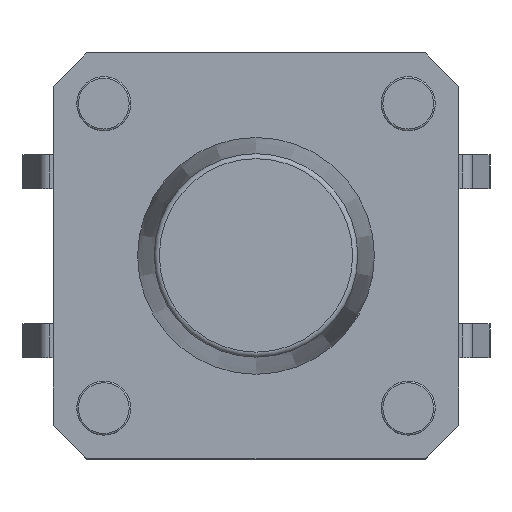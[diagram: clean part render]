
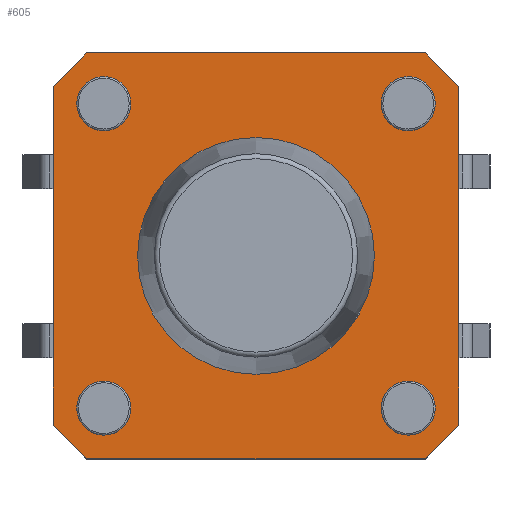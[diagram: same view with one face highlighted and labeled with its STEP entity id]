
A CAD part, top view. The second image highlights one B-rep face of the part: STEP entity #605.
In plain terms, the highlighted planar face has unit normal (0, 0, 1).
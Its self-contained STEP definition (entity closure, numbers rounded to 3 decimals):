
#458 = VERTEX_POINT('',#459);
#459 = CARTESIAN_POINT('',(1.,12.,0.1));
#465 = EDGE_CURVE('',#458,#466,#468,.T.);
#466 = VERTEX_POINT('',#467);
#467 = CARTESIAN_POINT('',(11.,12.,0.1));
#468 = LINE('',#469,#470);
#469 = CARTESIAN_POINT('',(0.,12.,0.1));
#470 = VECTOR('',#471,1.);
#471 = DIRECTION('',(1.,0.,0.));
#563 = EDGE_CURVE('',#458,#564,#566,.T.);
#564 = VERTEX_POINT('',#565);
#565 = CARTESIAN_POINT('',(0.,11.,0.1));
#566 = LINE('',#567,#568);
#567 = CARTESIAN_POINT('',(0.5,11.5,0.1));
#568 = VECTOR('',#569,1.);
#569 = DIRECTION('',(-0.707,-0.707,0.));
#587 = EDGE_CURVE('',#466,#588,#590,.T.);
#588 = VERTEX_POINT('',#589);
#589 = CARTESIAN_POINT('',(12.,11.,0.1));
#590 = LINE('',#591,#592);
#591 = CARTESIAN_POINT('',(11.5,11.5,0.1));
#592 = VECTOR('',#593,1.);
#593 = DIRECTION('',(0.707,-0.707,0.));
#605 = ADVANCED_FACE('',(#606,#649),#660,.F.);
#606 = FACE_BOUND('',#607,.F.);
#607 = EDGE_LOOP('',(#608,#609,#610,#618,#626,#634,#642,#648));
#608 = ORIENTED_EDGE('',*,*,#465,.T.);
#609 = ORIENTED_EDGE('',*,*,#587,.T.);
#610 = ORIENTED_EDGE('',*,*,#611,.T.);
#611 = EDGE_CURVE('',#588,#612,#614,.T.);
#612 = VERTEX_POINT('',#613);
#613 = CARTESIAN_POINT('',(12.,1.,0.1));
#614 = LINE('',#615,#616);
#615 = CARTESIAN_POINT('',(12.,12.,0.1));
#616 = VECTOR('',#617,1.);
#617 = DIRECTION('',(0.,-1.,0.));
#618 = ORIENTED_EDGE('',*,*,#619,.T.);
#619 = EDGE_CURVE('',#612,#620,#622,.T.);
#620 = VERTEX_POINT('',#621);
#621 = CARTESIAN_POINT('',(11.,0.,0.1));
#622 = LINE('',#623,#624);
#623 = CARTESIAN_POINT('',(11.5,0.5,0.1));
#624 = VECTOR('',#625,1.);
#625 = DIRECTION('',(-0.707,-0.707,0.));
#626 = ORIENTED_EDGE('',*,*,#627,.T.);
#627 = EDGE_CURVE('',#620,#628,#630,.T.);
#628 = VERTEX_POINT('',#629);
#629 = CARTESIAN_POINT('',(1.,0.,0.1));
#630 = LINE('',#631,#632);
#631 = CARTESIAN_POINT('',(12.,0.,0.1));
#632 = VECTOR('',#633,1.);
#633 = DIRECTION('',(-1.,0.,0.));
#634 = ORIENTED_EDGE('',*,*,#635,.F.);
#635 = EDGE_CURVE('',#636,#628,#638,.T.);
#636 = VERTEX_POINT('',#637);
#637 = CARTESIAN_POINT('',(0.,1.,0.1));
#638 = LINE('',#639,#640);
#639 = CARTESIAN_POINT('',(0.5,0.5,0.1));
#640 = VECTOR('',#641,1.);
#641 = DIRECTION('',(0.707,-0.707,0.));
#642 = ORIENTED_EDGE('',*,*,#643,.T.);
#643 = EDGE_CURVE('',#636,#564,#644,.T.);
#644 = LINE('',#645,#646);
#645 = CARTESIAN_POINT('',(0.,0.,0.1));
#646 = VECTOR('',#647,1.);
#647 = DIRECTION('',(0.,1.,0.));
#648 = ORIENTED_EDGE('',*,*,#563,.F.);
#649 = FACE_BOUND('',#650,.F.);
#650 = EDGE_LOOP('',(#651));
#651 = ORIENTED_EDGE('',*,*,#652,.T.);
#652 = EDGE_CURVE('',#653,#653,#655,.T.);
#653 = VERTEX_POINT('',#654);
#654 = CARTESIAN_POINT('',(9.5,6.,0.1));
#655 = CIRCLE('',#656,3.5);
#656 = AXIS2_PLACEMENT_3D('',#657,#658,#659);
#657 = CARTESIAN_POINT('',(6.,6.,0.1));
#658 = DIRECTION('',(0.,0.,1.));
#659 = DIRECTION('',(1.,0.,0.));
#660 = PLANE('',#661);
#661 = AXIS2_PLACEMENT_3D('',#662,#663,#664);
#662 = CARTESIAN_POINT('',(6.,6.,0.1));
#663 = DIRECTION('',(-0.,-0.,-1.));
#664 = DIRECTION('',(-1.,0.,0.));
